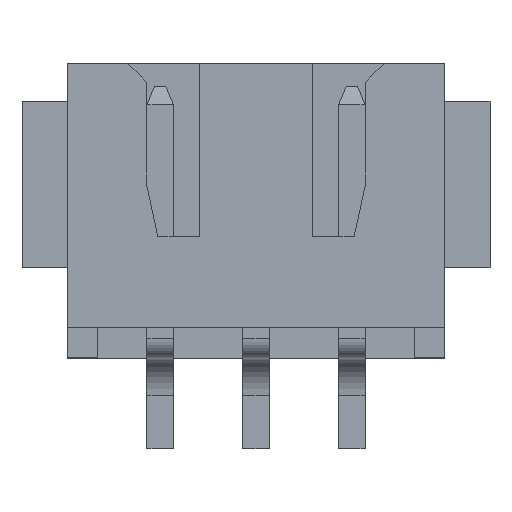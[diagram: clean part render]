
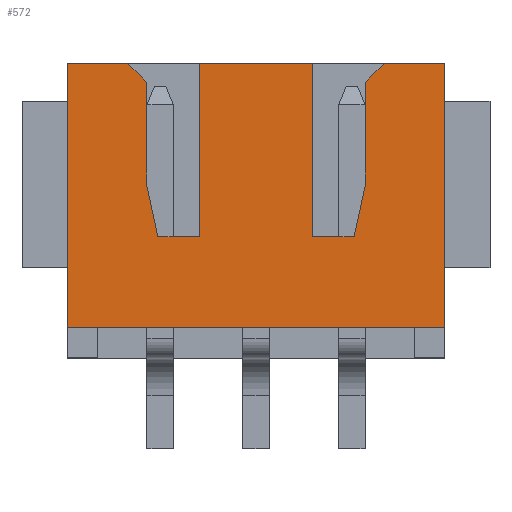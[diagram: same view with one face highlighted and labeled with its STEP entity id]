
A CAD part, top view. The second image highlights one B-rep face of the part: STEP entity #572.
In plain terms, the highlighted planar face has unit normal (0, 0, 1).
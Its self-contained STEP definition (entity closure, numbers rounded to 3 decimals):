
#572=ADVANCED_FACE('',(#845),#712,.T.);
#712=PLANE('',#3211);
#845=FACE_OUTER_BOUND('',#987,.T.);
#987=EDGE_LOOP('',(#1351,#1352,#1353,#1354,#1355,#1356,#1357,#1358,#1359,
#1360,#1361,#1362,#1363,#1364,#1365,#1366));
#1351=ORIENTED_EDGE('',*,*,#2152,.F.);
#1352=ORIENTED_EDGE('',*,*,#2258,.T.);
#1353=ORIENTED_EDGE('',*,*,#2262,.T.);
#1354=ORIENTED_EDGE('',*,*,#2276,.T.);
#1355=ORIENTED_EDGE('',*,*,#2277,.F.);
#1356=ORIENTED_EDGE('',*,*,#2278,.F.);
#1357=ORIENTED_EDGE('',*,*,#2279,.F.);
#1358=ORIENTED_EDGE('',*,*,#2280,.F.);
#1359=ORIENTED_EDGE('',*,*,#2241,.T.);
#1360=ORIENTED_EDGE('',*,*,#2281,.F.);
#1361=ORIENTED_EDGE('',*,*,#2282,.F.);
#1362=ORIENTED_EDGE('',*,*,#2283,.F.);
#1363=ORIENTED_EDGE('',*,*,#2284,.F.);
#1364=ORIENTED_EDGE('',*,*,#2285,.T.);
#1365=ORIENTED_EDGE('',*,*,#2217,.T.);
#1366=ORIENTED_EDGE('',*,*,#2245,.T.);
#1904=VERTEX_POINT('',#4134);
#1905=VERTEX_POINT('',#4136);
#1948=VERTEX_POINT('',#4257);
#1949=VERTEX_POINT('',#4258);
#1970=VERTEX_POINT('',#4304);
#1971=VERTEX_POINT('',#4306);
#1980=VERTEX_POINT('',#4333);
#1982=VERTEX_POINT('',#4340);
#1991=VERTEX_POINT('',#4368);
#1992=VERTEX_POINT('',#4370);
#1993=VERTEX_POINT('',#4372);
#1994=VERTEX_POINT('',#4374);
#1995=VERTEX_POINT('',#4377);
#1996=VERTEX_POINT('',#4379);
#1997=VERTEX_POINT('',#4381);
#1998=VERTEX_POINT('',#4383);
#2152=EDGE_CURVE('',#1904,#1905,#2518,.T.);
#2217=EDGE_CURVE('',#1948,#1949,#2583,.T.);
#2241=EDGE_CURVE('',#1971,#1970,#2607,.T.);
#2245=EDGE_CURVE('',#1949,#1905,#2611,.T.);
#2258=EDGE_CURVE('',#1904,#1980,#2624,.T.);
#2262=EDGE_CURVE('',#1980,#1982,#2628,.T.);
#2276=EDGE_CURVE('',#1982,#1991,#2642,.T.);
#2277=EDGE_CURVE('',#1992,#1991,#2643,.T.);
#2278=EDGE_CURVE('',#1993,#1992,#2644,.T.);
#2279=EDGE_CURVE('',#1994,#1993,#2645,.T.);
#2280=EDGE_CURVE('',#1971,#1994,#2646,.T.);
#2281=EDGE_CURVE('',#1995,#1970,#2647,.T.);
#2282=EDGE_CURVE('',#1996,#1995,#2648,.T.);
#2283=EDGE_CURVE('',#1997,#1996,#2649,.T.);
#2284=EDGE_CURVE('',#1998,#1997,#2650,.T.);
#2285=EDGE_CURVE('',#1998,#1948,#2651,.T.);
#2518=LINE('',#4135,#2878);
#2583=LINE('',#4256,#2943);
#2607=LINE('',#4305,#2967);
#2611=LINE('',#4312,#2971);
#2624=LINE('',#4334,#2984);
#2628=LINE('',#4341,#2988);
#2642=LINE('',#4367,#3002);
#2643=LINE('',#4369,#3003);
#2644=LINE('',#4371,#3004);
#2645=LINE('',#4373,#3005);
#2646=LINE('',#4375,#3006);
#2647=LINE('',#4376,#3007);
#2648=LINE('',#4378,#3008);
#2649=LINE('',#4380,#3009);
#2650=LINE('',#4382,#3010);
#2651=LINE('',#4384,#3011);
#2878=VECTOR('',#3423,1.);
#2943=VECTOR('',#3514,1.);
#2967=VECTOR('',#3542,1.);
#2971=VECTOR('',#3548,1.);
#2984=VECTOR('',#3563,1.);
#2988=VECTOR('',#3569,1.);
#3002=VECTOR('',#3591,1.);
#3003=VECTOR('',#3592,1.);
#3004=VECTOR('',#3593,1.);
#3005=VECTOR('',#3594,1.);
#3006=VECTOR('',#3595,1.);
#3007=VECTOR('',#3596,1.);
#3008=VECTOR('',#3597,1.);
#3009=VECTOR('',#3598,1.);
#3010=VECTOR('',#3599,1.);
#3011=VECTOR('',#3600,1.);
#3211=AXIS2_PLACEMENT_3D('',#4385,#3601,#3602);
#3423=DIRECTION('',(-1.,0.,0.));
#3514=DIRECTION('',(-1.,0.,0.));
#3542=DIRECTION('',(-1.,0.,0.));
#3548=DIRECTION('',(0.,-1.,0.));
#3563=DIRECTION('',(0.,1.,0.));
#3569=DIRECTION('',(-1.,0.,0.));
#3591=DIRECTION('',(-0.707,-0.707,0.));
#3592=DIRECTION('',(0.,1.,0.));
#3593=DIRECTION('',(0.21,0.978,0.));
#3594=DIRECTION('',(1.,0.,0.));
#3595=DIRECTION('',(0.,-1.,0.));
#3596=DIRECTION('',(0.,1.,0.));
#3597=DIRECTION('',(1.,0.,0.));
#3598=DIRECTION('',(0.21,-0.978,0.));
#3599=DIRECTION('',(0.,-1.,0.));
#3600=DIRECTION('',(-0.707,0.707,0.));
#3601=DIRECTION('',(0.,0.,1.));
#3602=DIRECTION('',(1.,0.,0.));
#4134=CARTESIAN_POINT('',(5.,0.8,6.));
#4135=CARTESIAN_POINT('',(5.,0.8,6.));
#4136=CARTESIAN_POINT('',(-5.,0.8,6.));
#4256=CARTESIAN_POINT('',(5.,7.8,6.));
#4257=CARTESIAN_POINT('',(-3.4,7.8,6.));
#4258=CARTESIAN_POINT('',(-5.,7.8,6.));
#4304=CARTESIAN_POINT('',(-1.5,7.8,6.));
#4305=CARTESIAN_POINT('',(5.,7.8,6.));
#4306=CARTESIAN_POINT('',(1.5,7.8,6.));
#4312=CARTESIAN_POINT('',(-5.,7.8,6.));
#4333=CARTESIAN_POINT('',(5.,7.8,6.));
#4334=CARTESIAN_POINT('',(5.,0.,6.));
#4340=CARTESIAN_POINT('',(3.4,7.8,6.));
#4341=CARTESIAN_POINT('',(5.,7.8,6.));
#4367=CARTESIAN_POINT('',(-2.2,2.2,6.));
#4368=CARTESIAN_POINT('',(2.9,7.3,6.));
#4369=CARTESIAN_POINT('',(2.9,4.6,6.));
#4370=CARTESIAN_POINT('',(2.9,4.6,6.));
#4371=CARTESIAN_POINT('',(2.6,3.2,6.));
#4372=CARTESIAN_POINT('',(2.6,3.2,6.));
#4373=CARTESIAN_POINT('',(1.5,3.2,6.));
#4374=CARTESIAN_POINT('',(1.5,3.2,6.));
#4375=CARTESIAN_POINT('',(1.5,7.8,6.));
#4376=CARTESIAN_POINT('',(-1.5,3.2,6.));
#4377=CARTESIAN_POINT('',(-1.5,3.2,6.));
#4378=CARTESIAN_POINT('',(-2.6,3.2,6.));
#4379=CARTESIAN_POINT('',(-2.6,3.2,6.));
#4380=CARTESIAN_POINT('',(-2.9,4.6,6.));
#4381=CARTESIAN_POINT('',(-2.9,4.6,6.));
#4382=CARTESIAN_POINT('',(-2.9,7.8,6.));
#4383=CARTESIAN_POINT('',(-2.9,7.3,6.));
#4384=CARTESIAN_POINT('',(2.2,2.2,6.));
#4385=CARTESIAN_POINT('',(0.,0.,6.));
